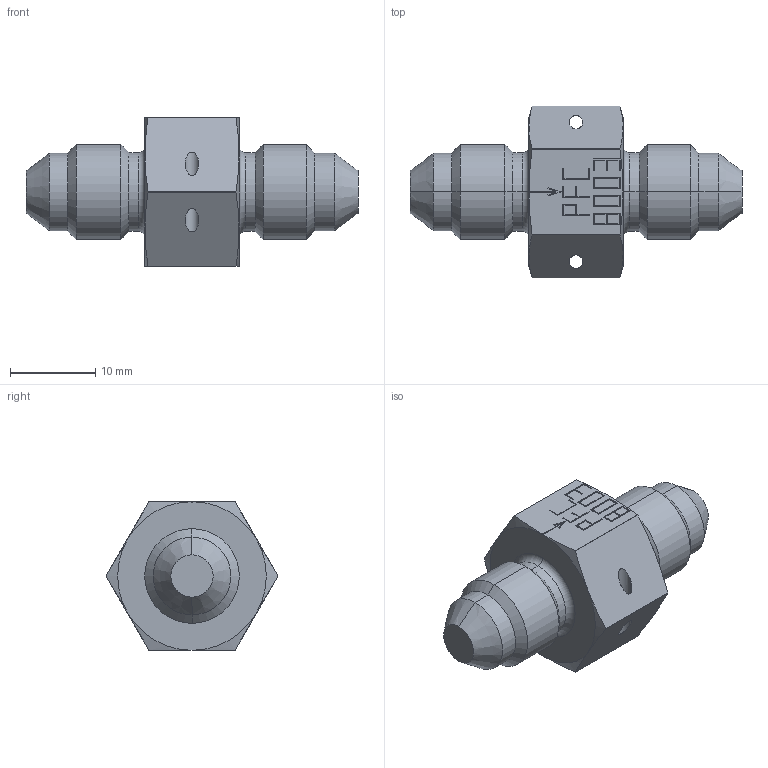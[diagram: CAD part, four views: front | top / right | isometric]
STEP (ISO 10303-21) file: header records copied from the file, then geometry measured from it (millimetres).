
FILE_DESCRIPTION (( 'STEP AP203' ), '1' );
FILE_NAME ('08003000 Whole.STEP', '2015-01-28T20:47:36', ( '' ), ( '' ), 'SwSTEP 2.0', 'SolidWorks 2014', '' );
FILE_SCHEMA (( 'CONFIG_CONTROL_DESIGN' ));
Length unit declared in the file: inch
Products named in the file (1): 08003000 Whole
Bounding box: 38.99 x 20.16 x 17.48 mm (x, y, z)
Volume: 4977.2 mm3; surface area: 2059.8 mm2
Topology: 1 solids, 1 shells, 142 faces, 351 edges, 226 vertices
Faces by surface type: plane 100, cylinder 22, cone 16, torus 4
Entity records: 4286 total; most frequent: CARTESIAN_POINT 840, ORIENTED_EDGE 702, DIRECTION 665, EDGE_CURVE 351, VECTOR 275, LINE 275, VERTEX_POINT 226, AXIS2_PLACEMENT_3D 195
